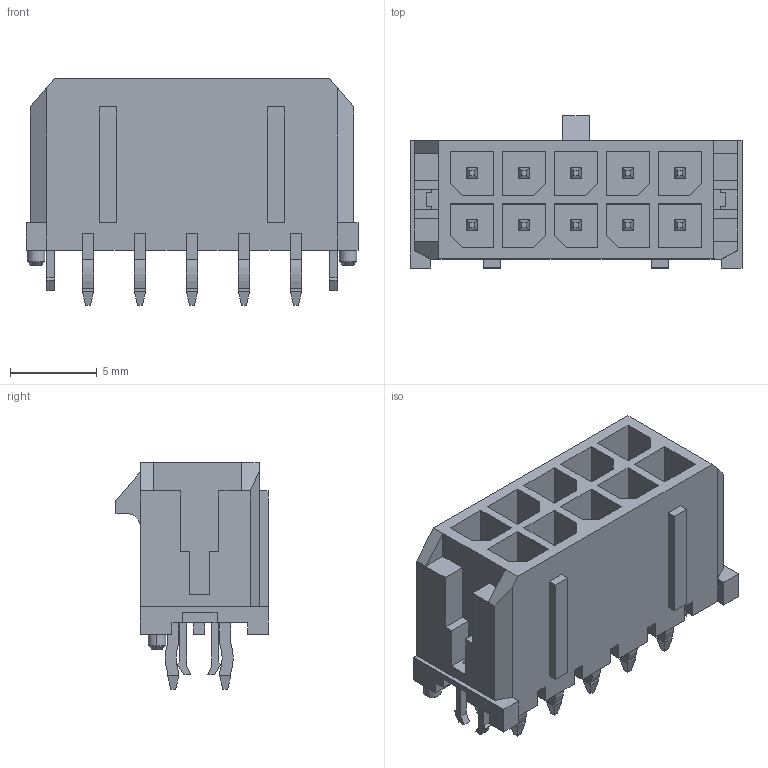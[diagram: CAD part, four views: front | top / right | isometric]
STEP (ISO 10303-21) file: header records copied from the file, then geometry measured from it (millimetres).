
FILE_DESCRIPTION((''),'2;1');
FILE_NAME('430451024','2020-04-16T',('gga'),(''),'PRO/ENGINEER BY PARAMETRIC TECHNOLOGY CORPORATION, 2016010','PRO/ENGINEER BY PARAMETRIC TECHNOLOGY CORPORATION, 2016010','');
FILE_SCHEMA(('CONFIG_CONTROL_DESIGN'));
Length unit declared in the file: millimetre
Products named in the file (1): 430451024
Bounding box: 19.15 x 8.77 x 13.09 mm (x, y, z)
Volume: 904.4 mm3; surface area: 1474.5 mm2
Topology: 1 solids, 1 shells, 527 faces, 1363 edges, 872 vertices
Faces by surface type: plane 498, cylinder 25, cone 4
Entity records: 15604 total; most frequent: CARTESIAN_POINT 2727, ORIENTED_EDGE 2662, DIRECTION 2501, EDGE_CURVE 1331, VECTOR 1281, LINE 1281, VERTEX_POINT 836, AXIS2_PLACEMENT_3D 610
